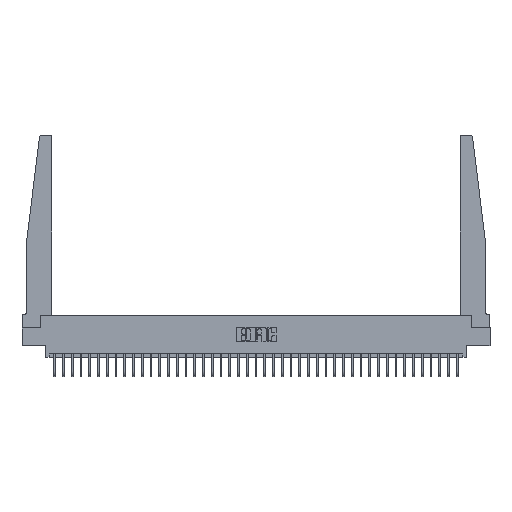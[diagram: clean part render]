
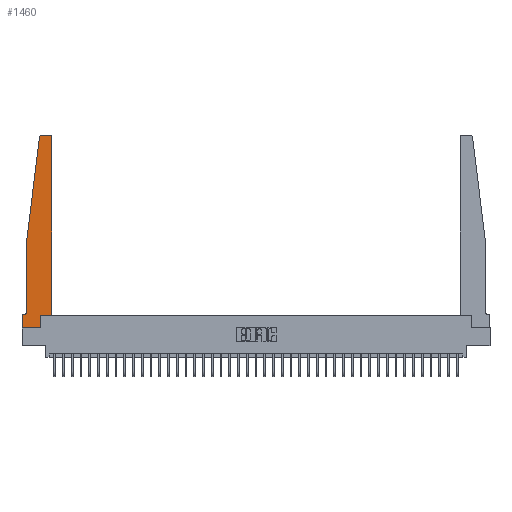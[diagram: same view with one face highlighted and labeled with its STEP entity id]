
A CAD part, top view. The second image highlights one B-rep face of the part: STEP entity #1460.
In plain terms, the highlighted planar face has unit normal (0, 0, 1).
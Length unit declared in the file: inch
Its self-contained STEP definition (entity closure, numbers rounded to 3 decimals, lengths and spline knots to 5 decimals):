
#165 = EDGE_CURVE ( 'NONE', #30605, #6263, #28216, .T. ) ;
#335 = VERTEX_POINT ( 'NONE', #23952 ) ;
#679 = CARTESIAN_POINT ( 'NONE',  ( 0.015, 0.2375, 0.37 ) ) ;
#901 = CARTESIAN_POINT ( 'NONE',  ( 0.395, 2.75, 0.37 ) ) ;
#917 = DIRECTION ( 'NONE',  ( 1., 0., 0. ) ) ;
#1460 = ADVANCED_FACE ( 'NONE', ( #33932 ), #23421, .T. ) ;
#1733 = LINE ( 'NONE', #23958, #8344 ) ;
#3168 = ORIENTED_EDGE ( 'NONE', *, *, #15094, .T. ) ;
#3647 = DIRECTION ( 'NONE',  ( 0., 0., -1. ) ) ;
#3673 = LINE ( 'NONE', #30198, #24911 ) ;
#4331 = VERTEX_POINT ( 'NONE', #24798 ) ;
#5843 = LINE ( 'NONE', #23194, #6719 ) ;
#6084 = CARTESIAN_POINT ( 'NONE',  ( 0.2605, 0., 0.37 ) ) ;
#6139 = VERTEX_POINT ( 'NONE', #11936 ) ;
#6263 = VERTEX_POINT ( 'NONE', #9147 ) ;
#6297 = DIRECTION ( 'NONE',  ( 1., 0., 0. ) ) ;
#6719 = VECTOR ( 'NONE', #28942, 39.37008 ) ;
#7510 = VERTEX_POINT ( 'NONE', #9692 ) ;
#7794 = ORIENTED_EDGE ( 'NONE', *, *, #21957, .T. ) ;
#7812 = LINE ( 'NONE', #26999, #29996 ) ;
#8344 = VECTOR ( 'NONE', #26988, 39.37008 ) ;
#8761 = CARTESIAN_POINT ( 'NONE',  ( 0.015, 0.1875, 0.37 ) ) ;
#9147 = CARTESIAN_POINT ( 'NONE',  ( 0.425, 0.18, 0.37 ) ) ;
#9311 = DIRECTION ( 'NONE',  ( 1., 0., 0. ) ) ;
#9413 = DIRECTION ( 'NONE',  ( 0., 0., 1. ) ) ;
#9692 = CARTESIAN_POINT ( 'NONE',  ( 0.24675, 2.72367, 0.37 ) ) ;
#9769 = ORIENTED_EDGE ( 'NONE', *, *, #165, .T. ) ;
#10591 = VECTOR ( 'NONE', #30120, 39.37008 ) ;
#10663 = VECTOR ( 'NONE', #23684, 39.37008 ) ;
#11204 = EDGE_CURVE ( 'NONE', #6263, #4331, #24261, .T. ) ;
#11343 = AXIS2_PLACEMENT_3D ( 'NONE', #679, #3647, #23540 ) ;
#11868 = VERTEX_POINT ( 'NONE', #901 ) ;
#11924 = CARTESIAN_POINT ( 'NONE',  ( 0., 0.1875, 0.37 ) ) ;
#11936 = CARTESIAN_POINT ( 'NONE',  ( 0.27653, 2.75, 0.37 ) ) ;
#12842 = VERTEX_POINT ( 'NONE', #20443 ) ;
#12969 = CARTESIAN_POINT ( 'NONE',  ( 0.425, 0.18, 0.37 ) ) ;
#12993 = CARTESIAN_POINT ( 'NONE',  ( 0., 0., 0.37 ) ) ;
#13103 = DIRECTION ( 'NONE',  ( -1., 0., 0. ) ) ;
#13794 = EDGE_CURVE ( 'NONE', #28776, #30605, #15189, .T. ) ;
#14028 = DIRECTION ( 'NONE',  ( 1., 0., 0. ) ) ;
#14295 = CARTESIAN_POINT ( 'NONE',  ( 0.2605, 0.18, 0.37 ) ) ;
#14533 = ORIENTED_EDGE ( 'NONE', *, *, #23986, .T. ) ;
#14920 = VERTEX_POINT ( 'NONE', #22013 ) ;
#15094 = EDGE_CURVE ( 'NONE', #7510, #335, #5843, .T. ) ;
#15189 = LINE ( 'NONE', #16312, #27643 ) ;
#15193 = EDGE_CURVE ( 'NONE', #335, #32095, #32910, .T. ) ;
#15268 = CIRCLE ( 'NONE', #11343, 0.05 ) ;
#15584 = EDGE_CURVE ( 'NONE', #6139, #7510, #32874, .T. ) ;
#16204 = VECTOR ( 'NONE', #32843, 39.37008 ) ;
#16312 = CARTESIAN_POINT ( 'NONE',  ( 0.2605, 0.18, 0.37 ) ) ;
#16319 = ORIENTED_EDGE ( 'NONE', *, *, #32811, .T. ) ;
#17385 = CIRCLE ( 'NONE', #26326, 0.03 ) ;
#17609 = ORIENTED_EDGE ( 'NONE', *, *, #30303, .T. ) ;
#18026 = DIRECTION ( 'NONE',  ( 0., 0., 1. ) ) ;
#18742 = ORIENTED_EDGE ( 'NONE', *, *, #15193, .T. ) ;
#18858 = EDGE_LOOP ( 'NONE', ( #25645, #22233, #3168, #18742, #35000, #7794, #16319, #14533, #34526, #9769, #33673, #17609 ) ) ;
#19418 = LINE ( 'NONE', #12993, #10591 ) ;
#20443 = CARTESIAN_POINT ( 'NONE',  ( 0., 0., 0.37 ) ) ;
#20709 = DIRECTION ( 'NONE',  ( 0., 1., 0. ) ) ;
#21957 = EDGE_CURVE ( 'NONE', #32557, #14920, #7812, .T. ) ;
#22013 = CARTESIAN_POINT ( 'NONE',  ( 0., 0.1875, 0.37 ) ) ;
#22233 = ORIENTED_EDGE ( 'NONE', *, *, #15584, .T. ) ;
#23194 = CARTESIAN_POINT ( 'NONE',  ( 0.065, 1.25, 0.37 ) ) ;
#23421 = PLANE ( 'NONE',  #34218 ) ;
#23540 = DIRECTION ( 'NONE',  ( -1., 0., 0. ) ) ;
#23684 = DIRECTION ( 'NONE',  ( 0., -1., 0. ) ) ;
#23952 = CARTESIAN_POINT ( 'NONE',  ( 0.065, 1.25, 0.37 ) ) ;
#23958 = CARTESIAN_POINT ( 'NONE',  ( 0.25, 2.75, 0.37 ) ) ;
#23986 = EDGE_CURVE ( 'NONE', #12842, #28776, #3673, .T. ) ;
#24261 = LINE ( 'NONE', #34085, #32332 ) ;
#24798 = CARTESIAN_POINT ( 'NONE',  ( 0.425, 2.72, 0.37 ) ) ;
#24911 = VECTOR ( 'NONE', #14028, 39.37008 ) ;
#25645 = ORIENTED_EDGE ( 'NONE', *, *, #34662, .T. ) ;
#26134 = CARTESIAN_POINT ( 'NONE',  ( 0.27653, 2.72, 0.37 ) ) ;
#26326 = AXIS2_PLACEMENT_3D ( 'NONE', #29106, #18026, #6297 ) ;
#26988 = DIRECTION ( 'NONE',  ( -1., 0., 0. ) ) ;
#26999 = CARTESIAN_POINT ( 'NONE',  ( 0.065, 0.1875, 0.37 ) ) ;
#27082 = CARTESIAN_POINT ( 'NONE',  ( 0.065, 1.25, 0.37 ) ) ;
#27166 = CARTESIAN_POINT ( 'NONE',  ( 0.065, 0.2375, 0.37 ) ) ;
#27643 = VECTOR ( 'NONE', #33742, 39.37008 ) ;
#27715 = AXIS2_PLACEMENT_3D ( 'NONE', #26134, #9413, #917 ) ;
#28216 = LINE ( 'NONE', #12969, #16204 ) ;
#28776 = VERTEX_POINT ( 'NONE', #6084 ) ;
#28942 = DIRECTION ( 'NONE',  ( -0.122, -0.992, 0. ) ) ;
#29106 = CARTESIAN_POINT ( 'NONE',  ( 0.395, 2.72, 0.37 ) ) ;
#29290 = EDGE_CURVE ( 'NONE', #32095, #32557, #15268, .T. ) ;
#29996 = VECTOR ( 'NONE', #13103, 39.37008 ) ;
#30120 = DIRECTION ( 'NONE',  ( 0., -1., 0. ) ) ;
#30198 = CARTESIAN_POINT ( 'NONE',  ( 0., 0., 0.37 ) ) ;
#30303 = EDGE_CURVE ( 'NONE', #4331, #11868, #17385, .T. ) ;
#30605 = VERTEX_POINT ( 'NONE', #14295 ) ;
#31782 = DIRECTION ( 'NONE',  ( 0., 0., 1. ) ) ;
#32095 = VERTEX_POINT ( 'NONE', #27166 ) ;
#32332 = VECTOR ( 'NONE', #20709, 39.37008 ) ;
#32557 = VERTEX_POINT ( 'NONE', #8761 ) ;
#32811 = EDGE_CURVE ( 'NONE', #14920, #12842, #19418, .T. ) ;
#32843 = DIRECTION ( 'NONE',  ( 1., 0., 0. ) ) ;
#32874 = CIRCLE ( 'NONE', #27715, 0.03 ) ;
#32910 = LINE ( 'NONE', #27082, #10663 ) ;
#33673 = ORIENTED_EDGE ( 'NONE', *, *, #11204, .T. ) ;
#33742 = DIRECTION ( 'NONE',  ( 0., 1., 0. ) ) ;
#33932 = FACE_OUTER_BOUND ( 'NONE', #18858, .T. ) ;
#34085 = CARTESIAN_POINT ( 'NONE',  ( 0.425, 0.18, 0.37 ) ) ;
#34218 = AXIS2_PLACEMENT_3D ( 'NONE', #11924, #31782, #9311 ) ;
#34526 = ORIENTED_EDGE ( 'NONE', *, *, #13794, .T. ) ;
#34662 = EDGE_CURVE ( 'NONE', #11868, #6139, #1733, .T. ) ;
#35000 = ORIENTED_EDGE ( 'NONE', *, *, #29290, .T. ) ;
